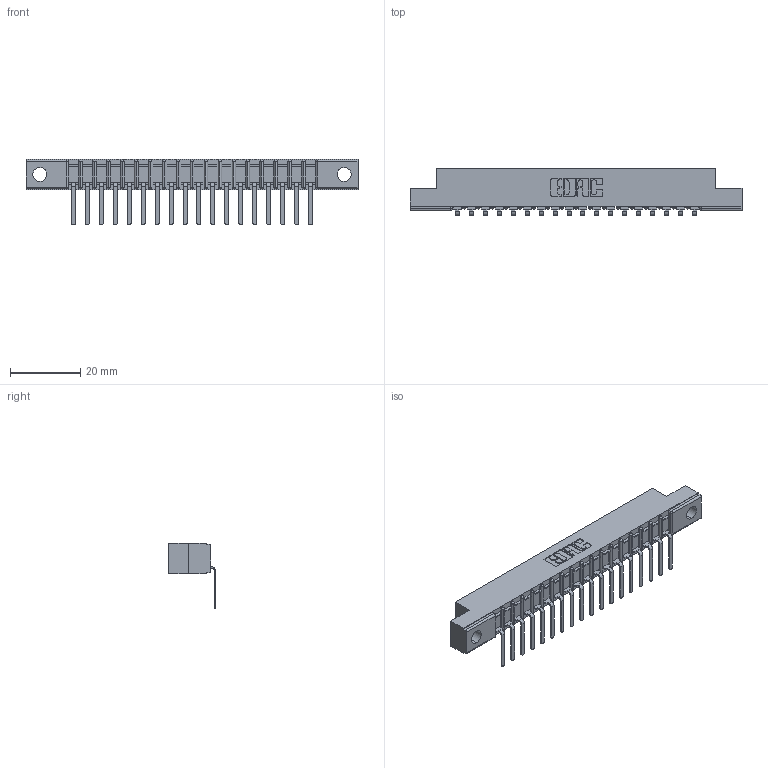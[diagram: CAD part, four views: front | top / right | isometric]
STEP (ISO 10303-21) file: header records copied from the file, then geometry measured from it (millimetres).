
FILE_DESCRIPTION (( 'STEP AP203' ), '1' );
FILE_NAME ('307-018-457-104.STEP', '2020-09-26T01:01:12', ( '' ), ( '' ), 'SwSTEP 2.0', 'SolidWorks 2020', '' );
FILE_SCHEMA (( 'CONFIG_CONTROL_DESIGN' ));
Length unit declared in the file: inch
Products named in the file (3): 307 Part_.156 Dia Mounting Holes; 307-018-457-104; 307-290-002_557
Assembly tree (19 placements, depth 2):
  307-018-457-104
    307 Part_.156 Dia Mounting Holes
    307-290-002_557  x18
Bounding box: 94.34 x 13.32 x 18.67 mm (x, y, z)
Volume: 6168.4 mm3; surface area: 11184.4 mm2
Topology: 19 solids, 19 shells, 1555 faces, 4751 edges, 3114 vertices
Faces by surface type: plane 930, cylinder 587, sphere 38
Entity records: 19662 total; most frequent: CARTESIAN_POINT 3318, ORIENTED_EDGE 3306, DIRECTION 3227, EDGE_CURVE 1653, LINE 1261, VECTOR 1261, VERTEX_POINT 1074, AXIS2_PLACEMENT_3D 983
